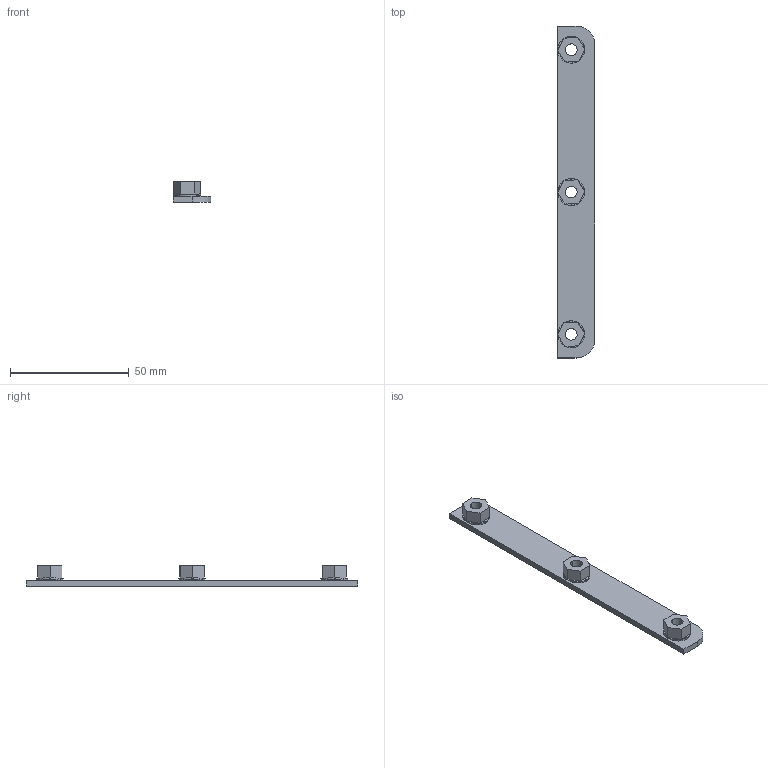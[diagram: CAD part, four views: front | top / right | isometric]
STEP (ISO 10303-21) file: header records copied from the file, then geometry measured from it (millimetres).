
FILE_DESCRIPTION(('CATIA V5 STEP Exchange','CAx-IF Rec.Pracs.--- Model Styling and Organization---1.4--- 2014-01-23'),'2;1');
FILE_NAME ('014315-2_1', '2018-12-17T13:35:14+00:00', ('none'), ('Weidmueller'), 'CATIA Version 5-6 Release 2016 SP3 HF44', 'CATIA V5 STEP AP214', 'none');
FILE_SCHEMA(('AUTOMOTIVE_DESIGN { 1 0 10303 214 1 1 1 1 }'));
Length unit declared in the file: millimetre
Products named in the file (1): 1488230000
Bounding box: 16 x 140 x 8.7 mm (x, y, z)
Volume: 6424 mm3; surface area: 6804.4 mm2
Topology: 1 solids, 1 shells, 77 faces, 246 edges, 162 vertices
Faces by surface type: plane 42, cylinder 35
Entity records: 2863 total; most frequent: CARTESIAN_POINT 777, ORIENTED_EDGE 492, DIRECTION 298, EDGE_CURVE 246, VERTEX_POINT 162, VECTOR 140, LINE 140, AXIS2_PLACEMENT_3D 103
